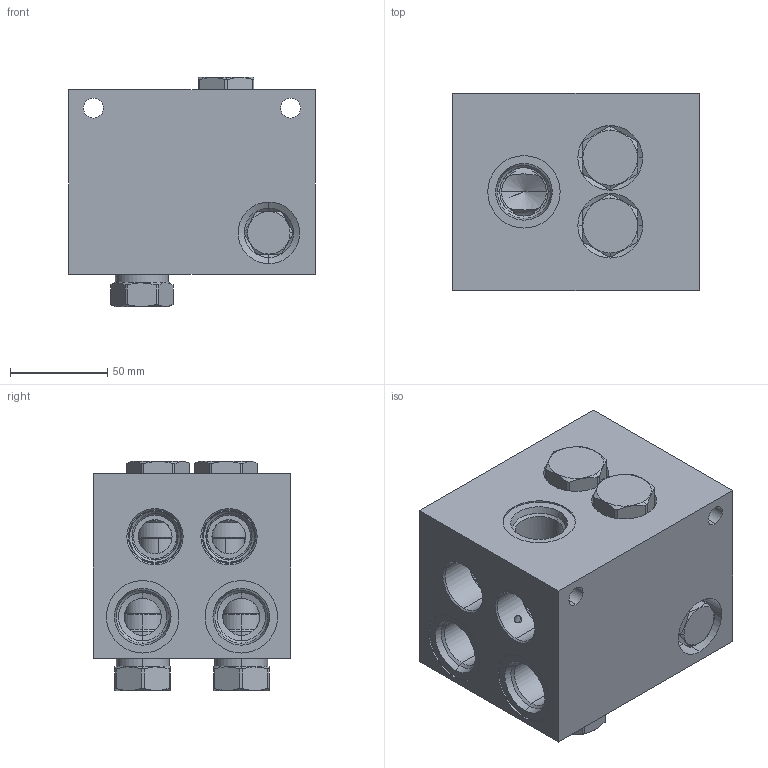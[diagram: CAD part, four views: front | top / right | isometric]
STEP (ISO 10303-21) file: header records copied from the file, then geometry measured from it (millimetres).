
FILE_DESCRIPTION((''),'2;1');
FILE_NAME('5BL_ASM','2022-10-17T',('ProEService'),(''),'PRO/ENGINEER BY PARAMETRIC TECHNOLOGY CORPORATION, 2014200','PRO/ENGINEER BY PARAMETRIC TECHNOLOGY CORPORATION, 2014200','');
FILE_SCHEMA(('CONFIG_CONTROL_DESIGN'));
Length unit declared in the file: inch
Products named in the file (4): 153-442-004; CXFAXAN; CSADXXN; 5BL_ASM
Assembly tree (6 placements, depth 2):
  5BL_ASM
    153-442-004
    CXFAXAN  x4
    CSADXXN
Bounding box: 127 x 101.6 x 118.26 mm (x, y, z)
Volume: 1029980.7 mm3; surface area: 158949.8 mm2
Topology: 17 solids, 17 shells, 788 faces, 2206 edges, 1670 vertices
Faces by surface type: cylinder 317, cone 196, plane 125, torus 104, revolution 44, sphere 2
Entity records: 20733 total; most frequent: CARTESIAN_POINT 6875, DIRECTION 3024, ORIENTED_EDGE 2284, EDGE_CURVE 1142, AXIS2_PLACEMENT_3D 1094, VECTOR 816, LINE 816, VERTEX_POINT 681
